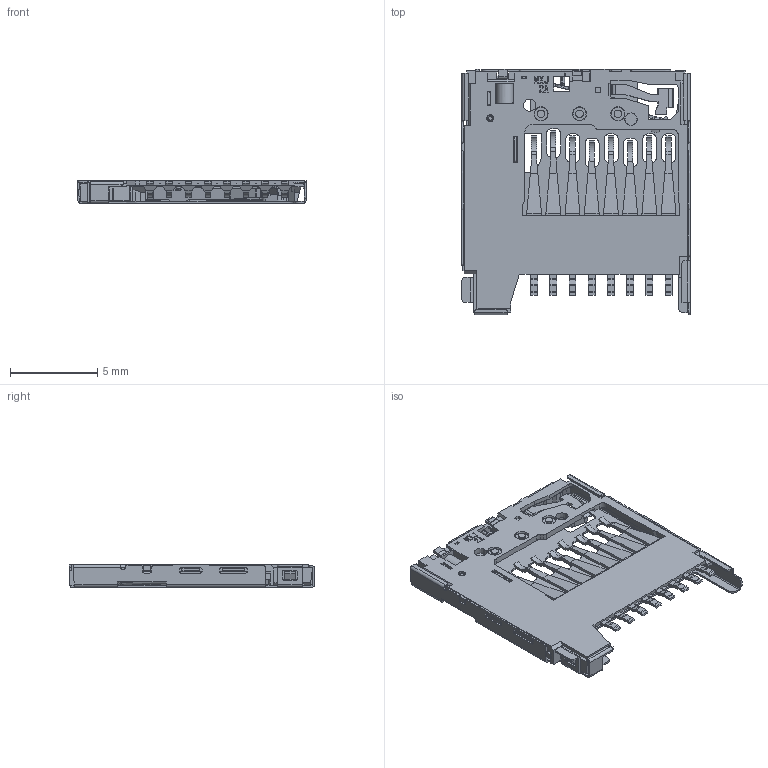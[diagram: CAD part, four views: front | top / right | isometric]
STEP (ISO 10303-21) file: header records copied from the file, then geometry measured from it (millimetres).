
FILE_DESCRIPTION((''),'2;1');
FILE_NAME('5033981892','2014-06-03T',('me'),(''),'PRO/ENGINEER BY PARAMETRIC TECHNOLOGY CORPORATION, 2011490','PRO/ENGINEER BY PARAMETRIC TECHNOLOGY CORPORATION, 2011490','');
FILE_SCHEMA(('CONFIG_CONTROL_DESIGN'));
Length unit declared in the file: millimetre
Products named in the file (1): 5033981892
Bounding box: 13.1 x 14.05 x 1.28 mm (x, y, z)
Volume: 65.9 mm3; surface area: 746.9 mm2
Topology: 1 solids, 1 shells, 1438 faces, 4229 edges, 2772 vertices
Faces by surface type: plane 1047, cylinder 362, cone 18, torus 7, sphere 4
Entity records: 47538 total; most frequent: CARTESIAN_POINT 8518, ORIENTED_EDGE 8338, DIRECTION 7857, EDGE_CURVE 4169, VECTOR 3407, LINE 3407, VERTEX_POINT 2716, AXIS2_PLACEMENT_3D 2225
